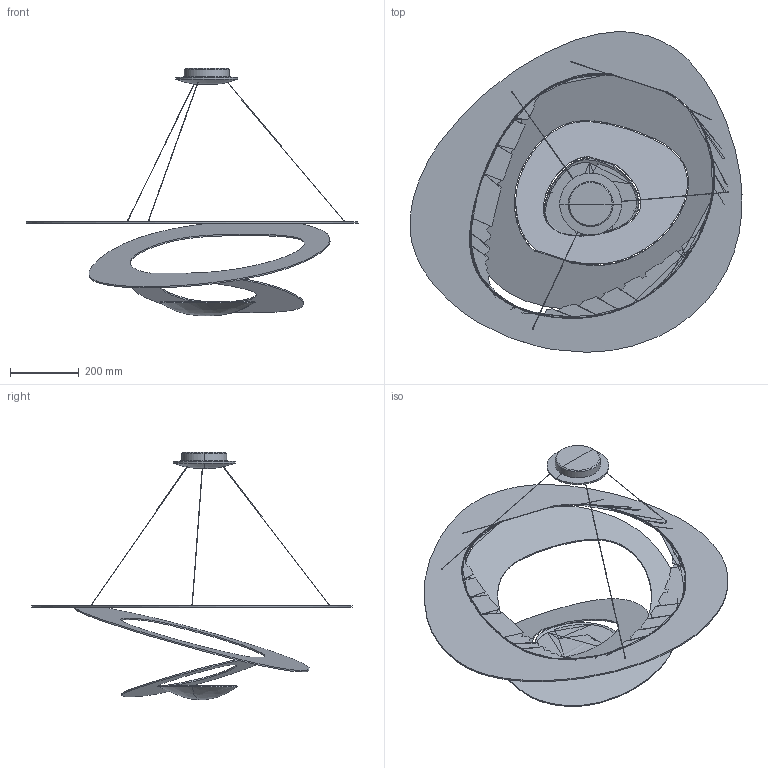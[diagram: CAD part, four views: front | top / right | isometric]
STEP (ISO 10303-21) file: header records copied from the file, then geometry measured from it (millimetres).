
FILE_DESCRIPTION(/* description */ (''),/* implementation_level */ '2;1');
FILE_NAME(/* name */ 'pirce light',/* time_stamp */ '2009-03-16T16:23:38+01:00',/* author */ (''),/* organization */ (''),/* preprocessor_version */ 'ST-DEVELOPER v10',/* originating_system */ '',/* authorisation */ '');
FILE_SCHEMA (('CONFIG_CONTROL_DESIGN'));
Length unit declared in the file: centimetre
Products named in the file (1): 1
Bounding box: 965.82 x 932.6 x 720.05 mm (x, y, z)
Volume: 709364.3 mm3; surface area: 1753868.8 mm2
Topology: 1 solids, 11 shells, 84 faces, 227 edges, 139 vertices
Faces by surface type: bspline 84
Entity records: 6666 total; most frequent: CARTESIAN_POINT 5361, ORIENTED_EDGE 392, EDGE_CURVE 217, B_SPLINE_CURVE_WITH_KNOTS 149, VERTEX_POINT 138, EDGE_LOOP 90, ADVANCED_FACE 83, FACE_OUTER_BOUND 83
